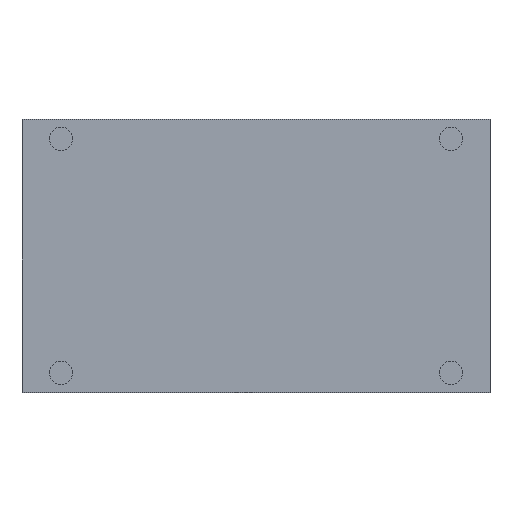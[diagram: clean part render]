
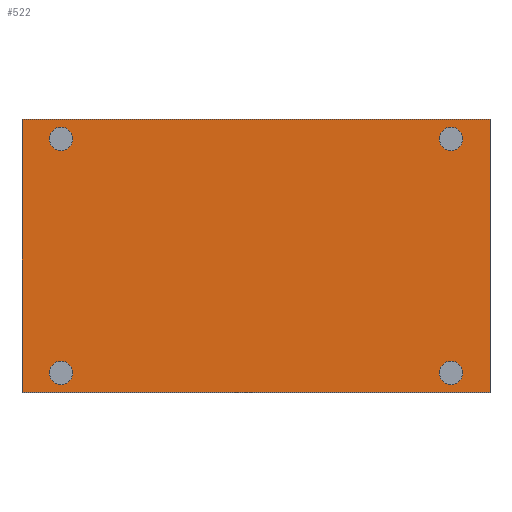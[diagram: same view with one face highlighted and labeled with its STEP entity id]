
A CAD part, top view. The second image highlights one B-rep face of the part: STEP entity #522.
In plain terms, the highlighted planar face has unit normal (0, 0, 1).
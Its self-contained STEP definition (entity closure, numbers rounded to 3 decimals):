
#190=CARTESIAN_POINT('POINT14',(23.5,2.5,0.));
#191=VERTEX_POINT('VERTEX14',#190);
#199=CARTESIAN_POINT('POINT15',(26.5,2.5,0.));
#200=VERTEX_POINT('VERTEX15',#199);
#207=CARTESIAN_POINT('POS25',(25.,2.5,0.));
#208=DIRECTION('DIR45',(0.,0.,1.));
#209=DIRECTION('DIR46',(1.,0.,0.));
#210=AXIS2_PLACEMENT_3D('AXIS21',#207,#208,#209);
#211=CIRCLE('ELLIPSE14',#210,1.5);
#212=EDGE_CURVE('EDGE18',#200,#191,#211,.T.);
#225=CARTESIAN_POINT('POS27',(25.,2.5,0.));
#226=DIRECTION('DIR49',(0.,0.,1.));
#227=DIRECTION('DIR50',(-1.,0.,0.));
#228=AXIS2_PLACEMENT_3D('AXIS23',#225,#226,#227);
#229=CIRCLE('ELLIPSE15',#228,1.5);
#230=EDGE_CURVE('EDGE19',#191,#200,#229,.T.);
#240=CARTESIAN_POINT('POINT16',(23.5,32.5,0.));
#241=VERTEX_POINT('VERTEX16',#240);
#249=CARTESIAN_POINT('POINT17',(26.5,32.5,0.));
#250=VERTEX_POINT('VERTEX17',#249);
#257=CARTESIAN_POINT('POS31',(25.,32.5,0.));
#258=DIRECTION('DIR55',(0.,0.,1.));
#259=DIRECTION('DIR56',(1.,0.,0.));
#260=AXIS2_PLACEMENT_3D('AXIS25',#257,#258,#259);
#261=CIRCLE('ELLIPSE16',#260,1.5);
#262=EDGE_CURVE('EDGE22',#250,#241,#261,.T.);
#275=CARTESIAN_POINT('POS33',(25.,32.5,0.));
#276=DIRECTION('DIR59',(0.,0.,1.));
#277=DIRECTION('DIR60',(-1.,0.,0.));
#278=AXIS2_PLACEMENT_3D('AXIS27',#275,#276,#277);
#279=CIRCLE('ELLIPSE17',#278,1.5);
#280=EDGE_CURVE('EDGE23',#241,#250,#279,.T.);
#290=CARTESIAN_POINT('POINT18',(-26.5,2.5,0.));
#291=VERTEX_POINT('VERTEX18',#290);
#299=CARTESIAN_POINT('POINT19',(-23.5,2.5,0.));
#300=VERTEX_POINT('VERTEX19',#299);
#307=CARTESIAN_POINT('POS37',(-25.,2.5,0.));
#308=DIRECTION('DIR65',(0.,0.,1.));
#309=DIRECTION('DIR66',(1.,0.,0.));
#310=AXIS2_PLACEMENT_3D('AXIS29',#307,#308,#309);
#311=CIRCLE('ELLIPSE18',#310,1.5);
#312=EDGE_CURVE('EDGE26',#300,#291,#311,.T.);
#325=CARTESIAN_POINT('POS39',(-25.,2.5,0.));
#326=DIRECTION('DIR69',(0.,0.,1.));
#327=DIRECTION('DIR70',(-1.,0.,0.));
#328=AXIS2_PLACEMENT_3D('AXIS31',#325,#326,#327);
#329=CIRCLE('ELLIPSE19',#328,1.5);
#330=EDGE_CURVE('EDGE27',#291,#300,#329,.T.);
#340=CARTESIAN_POINT('POINT20',(-26.5,32.5,0.));
#341=VERTEX_POINT('VERTEX20',#340);
#349=CARTESIAN_POINT('POINT21',(-23.5,32.5,0.));
#350=VERTEX_POINT('VERTEX21',#349);
#357=CARTESIAN_POINT('POS43',(-25.,32.5,0.));
#358=DIRECTION('DIR75',(0.,0.,1.));
#359=DIRECTION('DIR76',(1.,0.,0.));
#360=AXIS2_PLACEMENT_3D('AXIS33',#357,#358,#359);
#361=CIRCLE('ELLIPSE20',#360,1.5);
#362=EDGE_CURVE('EDGE30',#350,#341,#361,.T.);
#375=CARTESIAN_POINT('POS45',(-25.,32.5,0.));
#376=DIRECTION('DIR79',(0.,0.,1.));
#377=DIRECTION('DIR80',(-1.,0.,0.));
#378=AXIS2_PLACEMENT_3D('AXIS35',#375,#376,#377);
#379=CIRCLE('ELLIPSE21',#378,1.5);
#380=EDGE_CURVE('EDGE31',#341,#350,#379,.T.);
#467=CARTESIAN_POINT('POINT26',(30.,35.,0.));
#468=VERTEX_POINT('VERTEX26',#467);
#469=CARTESIAN_POINT('POINT27',(30.,0.,0.));
#470=VERTEX_POINT('VERTEX27',#469);
#471=CARTESIAN_POINT('POS57',(30.,35.,0.));
#472=DIRECTION('DIR96',(0.,-1.,0.));
#473=VECTOR('VEC18',#472,1.);
#474=LINE('STRAIGHT18',#471,#473);
#475=EDGE_CURVE('EDGE39',#468,#470,#474,.T.);
#476=ORIENTED_EDGE('COEDGE62',*,*,#475,.F.);
#477=CARTESIAN_POINT('POINT28',(-30.,35.,0.));
#478=VERTEX_POINT('VERTEX28',#477);
#479=CARTESIAN_POINT('POS58',(-30.,35.,0.));
#480=DIRECTION('DIR97',(1.,0.,0.));
#481=VECTOR('VEC19',#480,1.);
#482=LINE('STRAIGHT19',#479,#481);
#483=EDGE_CURVE('EDGE40',#478,#468,#482,.T.);
#484=ORIENTED_EDGE('COEDGE63',*,*,#483,.F.);
#485=CARTESIAN_POINT('POINT29',(-30.,0.,0.));
#486=VERTEX_POINT('VERTEX29',#485);
#487=CARTESIAN_POINT('POS59',(-30.,0.,0.));
#488=DIRECTION('DIR98',(0.,1.,0.));
#489=VECTOR('VEC20',#488,1.);
#490=LINE('STRAIGHT20',#487,#489);
#491=EDGE_CURVE('EDGE41',#486,#478,#490,.T.);
#492=ORIENTED_EDGE('COEDGE64',*,*,#491,.F.);
#493=CARTESIAN_POINT('POS60',(30.,0.,0.));
#494=DIRECTION('DIR99',(-1.,0.,0.));
#495=VECTOR('VEC21',#494,1.);
#496=LINE('STRAIGHT21',#493,#495);
#497=EDGE_CURVE('EDGE42',#470,#486,#496,.T.);
#498=ORIENTED_EDGE('COEDGE65',*,*,#497,.F.);
#499=EDGE_LOOP('NONE',(#476,#484,#492,#498));
#500=FACE_BOUND('LOOP1',#499,.T.);
#501=ORIENTED_EDGE('COEDGE66',*,*,#380,.F.);
#502=ORIENTED_EDGE('COEDGE67',*,*,#362,.F.);
#503=EDGE_LOOP('NONE',(#501,#502));
#504=FACE_BOUND('LOOP1',#503,.T.);
#505=ORIENTED_EDGE('COEDGE68',*,*,#330,.F.);
#506=ORIENTED_EDGE('COEDGE69',*,*,#312,.F.);
#507=EDGE_LOOP('NONE',(#505,#506));
#508=FACE_BOUND('LOOP1',#507,.T.);
#509=ORIENTED_EDGE('COEDGE70',*,*,#280,.F.);
#510=ORIENTED_EDGE('COEDGE71',*,*,#262,.F.);
#511=EDGE_LOOP('NONE',(#509,#510));
#512=FACE_BOUND('LOOP1',#511,.T.);
#513=ORIENTED_EDGE('COEDGE72',*,*,#230,.F.);
#514=ORIENTED_EDGE('COEDGE73',*,*,#212,.F.);
#515=EDGE_LOOP('NONE',(#513,#514));
#516=FACE_BOUND('LOOP1',#515,.T.);
#517=CARTESIAN_POINT('POS61',(0.,0.,0.));
#518=DIRECTION('DIR100',(0.,0.,-1.));
#519=DIRECTION('DIR101',(1.,0.,0.));
#520=AXIS2_PLACEMENT_3D('AXIS40',#517,#518,#519);
#521=PLANE('PLANE9',#520);
#522=ADVANCED_FACE('FACE19',(#500,#504,#508,#512,#516),#521,.F.);
